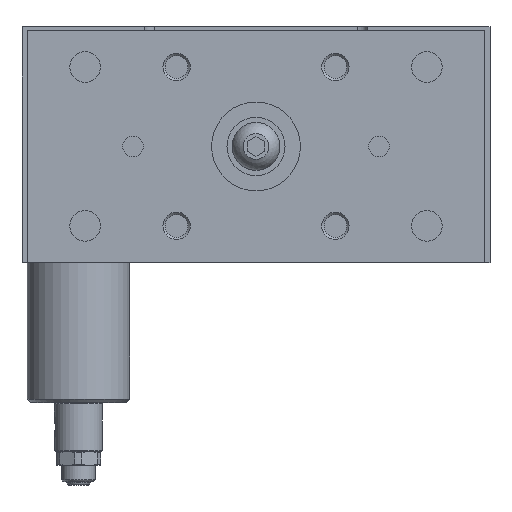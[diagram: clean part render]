
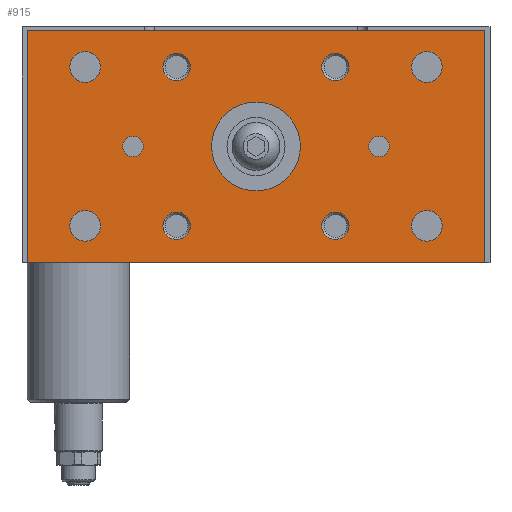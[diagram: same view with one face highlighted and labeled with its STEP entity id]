
A CAD part, left-side view. The second image highlights one B-rep face of the part: STEP entity #915.
In plain terms, the highlighted planar face has unit normal (-1, 0, 0).
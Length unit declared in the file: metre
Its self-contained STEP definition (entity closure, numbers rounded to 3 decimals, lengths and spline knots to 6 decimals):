
#915 = ADVANCED_FACE( '', ( #2183, #2184, #2185, #2186, #2187, #2188, #2189, #2190, #2191, #2192, #2193, #2194 ), #2195, .F. );
#2183 = FACE_BOUND( '', #3858, .T. );
#2184 = FACE_BOUND( '', #3859, .T. );
#2185 = FACE_BOUND( '', #3860, .T. );
#2186 = FACE_BOUND( '', #3861, .T. );
#2187 = FACE_BOUND( '', #3862, .T. );
#2188 = FACE_BOUND( '', #3863, .T. );
#2189 = FACE_BOUND( '', #3864, .T. );
#2190 = FACE_BOUND( '', #3865, .T. );
#2191 = FACE_BOUND( '', #3866, .T. );
#2192 = FACE_BOUND( '', #3867, .T. );
#2193 = FACE_BOUND( '', #3868, .T. );
#2194 = FACE_OUTER_BOUND( '', #3869, .T. );
#2195 = PLANE( '', #3870 );
#3858 = EDGE_LOOP( '', ( #6344 ) );
#3859 = EDGE_LOOP( '', ( #6345 ) );
#3860 = EDGE_LOOP( '', ( #6346 ) );
#3861 = EDGE_LOOP( '', ( #6347 ) );
#3862 = EDGE_LOOP( '', ( #6348 ) );
#3863 = EDGE_LOOP( '', ( #6349 ) );
#3864 = EDGE_LOOP( '', ( #6350 ) );
#3865 = EDGE_LOOP( '', ( #6351 ) );
#3866 = EDGE_LOOP( '', ( #6352 ) );
#3867 = EDGE_LOOP( '', ( #6353 ) );
#3868 = EDGE_LOOP( '', ( #6354 ) );
#3869 = EDGE_LOOP( '', ( #6355, #6356, #6357, #6358 ) );
#3870 = AXIS2_PLACEMENT_3D( '', #6359, #6360, #6361 );
#6344 = ORIENTED_EDGE( '', *, *, #8143, .T. );
#6345 = ORIENTED_EDGE( '', *, *, #8846, .T. );
#6346 = ORIENTED_EDGE( '', *, *, #8847, .F. );
#6347 = ORIENTED_EDGE( '', *, *, #8848, .F. );
#6348 = ORIENTED_EDGE( '', *, *, #8849, .T. );
#6349 = ORIENTED_EDGE( '', *, *, #8850, .F. );
#6350 = ORIENTED_EDGE( '', *, *, #8508, .T. );
#6351 = ORIENTED_EDGE( '', *, *, #8080, .T. );
#6352 = ORIENTED_EDGE( '', *, *, #8851, .F. );
#6353 = ORIENTED_EDGE( '', *, *, #8791, .F. );
#6354 = ORIENTED_EDGE( '', *, *, #8852, .T. );
#6355 = ORIENTED_EDGE( '', *, *, #8853, .T. );
#6356 = ORIENTED_EDGE( '', *, *, #8854, .T. );
#6357 = ORIENTED_EDGE( '', *, *, #8855, .T. );
#6358 = ORIENTED_EDGE( '', *, *, #8856, .T. );
#6359 = CARTESIAN_POINT( '', ( -0.027, -0.067, -0.069 ) );
#6360 = DIRECTION( '', ( 1., 0., 0. ) );
#6361 = DIRECTION( '', ( 0., 0., -1. ) );
#8080 = EDGE_CURVE( '', #9315, #9315, #9316, .T. );
#8143 = EDGE_CURVE( '', #9423, #9423, #9424, .T. );
#8508 = EDGE_CURVE( '', #10022, #10022, #10023, .T. );
#8791 = EDGE_CURVE( '', #10443, #10443, #10444, .T. );
#8846 = EDGE_CURVE( '', #10518, #10518, #10519, .T. );
#8847 = EDGE_CURVE( '', #10520, #10520, #10521, .T. );
#8848 = EDGE_CURVE( '', #10522, #10522, #10523, .T. );
#8849 = EDGE_CURVE( '', #10524, #10524, #10525, .T. );
#8850 = EDGE_CURVE( '', #10526, #10526, #10527, .T. );
#8851 = EDGE_CURVE( '', #10528, #10528, #10529, .T. );
#8852 = EDGE_CURVE( '', #10530, #10530, #10531, .T. );
#8853 = EDGE_CURVE( '', #10532, #10533, #10534, .T. );
#8854 = EDGE_CURVE( '', #10533, #10535, #10536, .T. );
#8855 = EDGE_CURVE( '', #10535, #10537, #10538, .T. );
#8856 = EDGE_CURVE( '', #10537, #10532, #10539, .T. );
#9315 = VERTEX_POINT( '', #11115 );
#9316 = CIRCLE( '', #11116, 0.0045 );
#9423 = VERTEX_POINT( '', #11343 );
#9424 = CIRCLE( '', #11344, 0.013 );
#10022 = VERTEX_POINT( '', #12432 );
#10023 = CIRCLE( '', #12433, 0.003 );
#10443 = VERTEX_POINT( '', #13094 );
#10444 = CIRCLE( '', #13095, 0.0045 );
#10518 = VERTEX_POINT( '', #13194 );
#10519 = CIRCLE( '', #13195, 0.004 );
#10520 = VERTEX_POINT( '', #13196 );
#10521 = CIRCLE( '', #13197, 0.004 );
#10522 = VERTEX_POINT( '', #13198 );
#10523 = CIRCLE( '', #13199, 0.004 );
#10524 = VERTEX_POINT( '', #13200 );
#10525 = CIRCLE( '', #13201, 0.004 );
#10526 = VERTEX_POINT( '', #13202 );
#10527 = CIRCLE( '', #13203, 0.003 );
#10528 = VERTEX_POINT( '', #13204 );
#10529 = CIRCLE( '', #13205, 0.0045 );
#10530 = VERTEX_POINT( '', #13206 );
#10531 = CIRCLE( '', #13207, 0.0045 );
#10532 = VERTEX_POINT( '', #13208 );
#10533 = VERTEX_POINT( '', #13209 );
#10534 = LINE( '', #13210, #13211 );
#10535 = VERTEX_POINT( '', #13212 );
#10536 = LINE( '', #13213, #13214 );
#10537 = VERTEX_POINT( '', #13215 );
#10538 = LINE( '', #13216, #13217 );
#10539 = LINE( '', #13218, #13219 );
#11115 = CARTESIAN_POINT( '', ( -0.027, -0.0545, -0.05825 ) );
#11116 = AXIS2_PLACEMENT_3D( '', #14086, #14087, #14088 );
#11343 = CARTESIAN_POINT( '', ( -0.027, -0.013, -0.035 ) );
#11344 = AXIS2_PLACEMENT_3D( '', #14190, #14191, #14192 );
#12432 = CARTESIAN_POINT( '', ( -0.027, 0.033, -0.035 ) );
#12433 = AXIS2_PLACEMENT_3D( '', #14653, #14654, #14655 );
#13094 = CARTESIAN_POINT( '', ( -0.027, -0.0545, -0.01175 ) );
#13095 = AXIS2_PLACEMENT_3D( '', #15023, #15024, #15025 );
#13194 = CARTESIAN_POINT( '', ( -0.027, -0.01925, -0.05825 ) );
#13195 = AXIS2_PLACEMENT_3D( '', #15089, #15090, #15091 );
#13196 = CARTESIAN_POINT( '', ( -0.027, 0.01925, -0.05825 ) );
#13197 = AXIS2_PLACEMENT_3D( '', #15092, #15093, #15094 );
#13198 = CARTESIAN_POINT( '', ( -0.027, -0.01925, -0.01175 ) );
#13199 = AXIS2_PLACEMENT_3D( '', #15095, #15096, #15097 );
#13200 = CARTESIAN_POINT( '', ( -0.027, 0.01925, -0.01175 ) );
#13201 = AXIS2_PLACEMENT_3D( '', #15098, #15099, #15100 );
#13202 = CARTESIAN_POINT( '', ( -0.027, -0.033, -0.035 ) );
#13203 = AXIS2_PLACEMENT_3D( '', #15101, #15102, #15103 );
#13204 = CARTESIAN_POINT( '', ( -0.027, 0.0545, -0.05825 ) );
#13205 = AXIS2_PLACEMENT_3D( '', #15104, #15105, #15106 );
#13206 = CARTESIAN_POINT( '', ( -0.027, 0.0545, -0.01175 ) );
#13207 = AXIS2_PLACEMENT_3D( '', #15107, #15108, #15109 );
#13208 = CARTESIAN_POINT( '', ( -0.027, -0.067, -0.069 ) );
#13209 = CARTESIAN_POINT( '', ( -0.027, -0.067, -0.001 ) );
#13210 = CARTESIAN_POINT( '', ( -0.027, -0.067, -0.069 ) );
#13211 = VECTOR( '', #15110, 1. );
#13212 = CARTESIAN_POINT( '', ( -0.027, 0.067, -0.001 ) );
#13213 = CARTESIAN_POINT( '', ( -0.027, -0.067, -0.001 ) );
#13214 = VECTOR( '', #15111, 1. );
#13215 = CARTESIAN_POINT( '', ( -0.027, 0.067, -0.069 ) );
#13216 = CARTESIAN_POINT( '', ( -0.027, 0.067, -0.001 ) );
#13217 = VECTOR( '', #15112, 1. );
#13218 = CARTESIAN_POINT( '', ( -0.027, 0.067, -0.069 ) );
#13219 = VECTOR( '', #15113, 1. );
#14086 = CARTESIAN_POINT( '', ( -0.027, -0.05, -0.05825 ) );
#14087 = DIRECTION( '', ( 1., 0., 0. ) );
#14088 = DIRECTION( '', ( 0., -1., 0. ) );
#14190 = CARTESIAN_POINT( '', ( -0.027, 0., -0.035 ) );
#14191 = DIRECTION( '', ( 1., 0., 0. ) );
#14192 = DIRECTION( '', ( 0., -1., 0. ) );
#14653 = CARTESIAN_POINT( '', ( -0.027, 0.036, -0.035 ) );
#14654 = DIRECTION( '', ( 1., 0., 0. ) );
#14655 = DIRECTION( '', ( 0., -1., 0. ) );
#15023 = CARTESIAN_POINT( '', ( -0.027, -0.05, -0.01175 ) );
#15024 = DIRECTION( '', ( -1., 0., 0. ) );
#15025 = DIRECTION( '', ( 0., -1., 0. ) );
#15089 = CARTESIAN_POINT( '', ( -0.027, -0.02325, -0.05825 ) );
#15090 = DIRECTION( '', ( 1., 0., 0. ) );
#15091 = DIRECTION( '', ( 0., 1., 0. ) );
#15092 = CARTESIAN_POINT( '', ( -0.027, 0.02325, -0.05825 ) );
#15093 = DIRECTION( '', ( -1., 0., 0. ) );
#15094 = DIRECTION( '', ( 0., -1., 0. ) );
#15095 = CARTESIAN_POINT( '', ( -0.027, -0.02325, -0.01175 ) );
#15096 = DIRECTION( '', ( -1., 0., 0. ) );
#15097 = DIRECTION( '', ( 0., 1., 0. ) );
#15098 = CARTESIAN_POINT( '', ( -0.027, 0.02325, -0.01175 ) );
#15099 = DIRECTION( '', ( 1., 0., 0. ) );
#15100 = DIRECTION( '', ( 0., -1., 0. ) );
#15101 = CARTESIAN_POINT( '', ( -0.027, -0.036, -0.035 ) );
#15102 = DIRECTION( '', ( -1., 0., 0. ) );
#15103 = DIRECTION( '', ( 0., 1., 0. ) );
#15104 = CARTESIAN_POINT( '', ( -0.027, 0.05, -0.05825 ) );
#15105 = DIRECTION( '', ( -1., 0., 0. ) );
#15106 = DIRECTION( '', ( 0., 1., 0. ) );
#15107 = CARTESIAN_POINT( '', ( -0.027, 0.05, -0.01175 ) );
#15108 = DIRECTION( '', ( 1., 0., 0. ) );
#15109 = DIRECTION( '', ( 0., 1., 0. ) );
#15110 = DIRECTION( '', ( 0., 0., 1. ) );
#15111 = DIRECTION( '', ( 0., 1., 0. ) );
#15112 = DIRECTION( '', ( 0., 0., -1. ) );
#15113 = DIRECTION( '', ( 0., -1., 0. ) );
